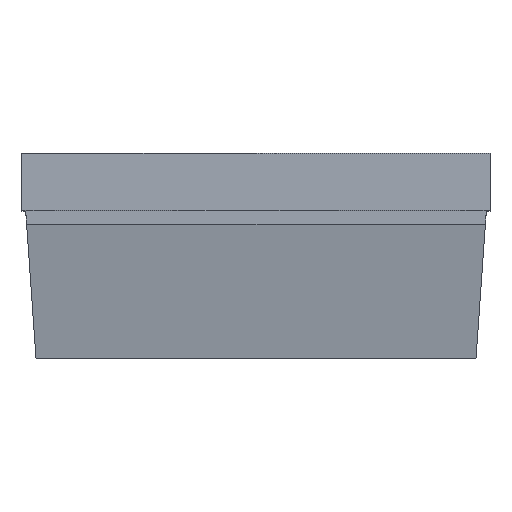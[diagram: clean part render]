
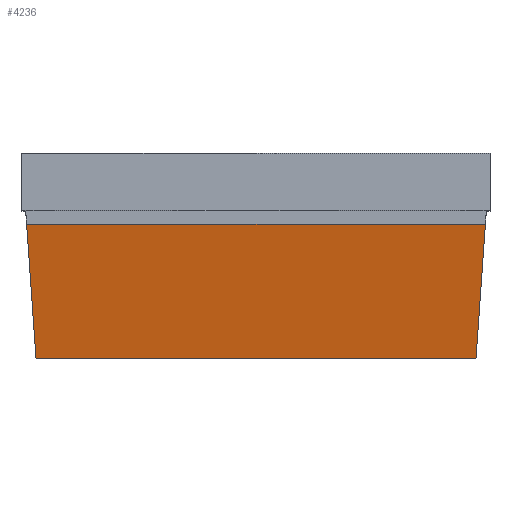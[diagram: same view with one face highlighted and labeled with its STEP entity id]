
A CAD part, top view. The second image highlights one B-rep face of the part: STEP entity #4236.
In plain terms, the highlighted planar face has unit normal (0, -0.174, 0.985).
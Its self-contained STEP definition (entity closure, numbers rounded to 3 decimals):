
#59 = EDGE_CURVE ( 'NONE', #1440, #4780, #4643, .T. ) ;
#199 = PLANE ( 'NONE',  #4808 ) ;
#407 = LINE ( 'NONE', #5694, #4392 ) ;
#445 = DIRECTION ( 'NONE',  ( -0.069, -0.982, -0.173 ) ) ;
#478 = CARTESIAN_POINT ( 'NONE',  ( -4.889, -2.275, 3.975 ) ) ;
#527 = VECTOR ( 'NONE', #2456, 1000. ) ;
#856 = ORIENTED_EDGE ( 'NONE', *, *, #3126, .F. ) ;
#894 = LINE ( 'NONE', #1389, #3494 ) ;
#959 = DIRECTION ( 'NONE',  ( -0.069, 0.982, 0.173 ) ) ;
#1051 = CARTESIAN_POINT ( 'NONE',  ( 5.097, 0.705, 4.5 ) ) ;
#1389 = CARTESIAN_POINT ( 'NONE',  ( -4.842, -2.951, 3.855 ) ) ;
#1440 = VERTEX_POINT ( 'NONE', #6184 ) ;
#1582 = EDGE_CURVE ( 'NONE', #4780, #2913, #894, .T. ) ;
#2023 = CARTESIAN_POINT ( 'NONE',  ( 4.889, 0.705, 4.5 ) ) ;
#2080 = CARTESIAN_POINT ( 'NONE',  ( -5.097, 0.705, 4.5 ) ) ;
#2082 = CARTESIAN_POINT ( 'NONE',  ( 0., -2.275, 3.975 ) ) ;
#2333 = DIRECTION ( 'NONE',  ( -1., 0., 0. ) ) ;
#2456 = DIRECTION ( 'NONE',  ( 1., 0., 0. ) ) ;
#2865 = LINE ( 'NONE', #2023, #527 ) ;
#2913 = VERTEX_POINT ( 'NONE', #2080 ) ;
#3126 = EDGE_CURVE ( 'NONE', #5049, #1440, #407, .T. ) ;
#3168 = CARTESIAN_POINT ( 'NONE',  ( -4.889, -2.275, 3.975 ) ) ;
#3494 = VECTOR ( 'NONE', #959, 1000. ) ;
#3499 = FACE_OUTER_BOUND ( 'NONE', #5112, .T. ) ;
#3955 = VECTOR ( 'NONE', #2333, 1000. ) ;
#4088 = EDGE_CURVE ( 'NONE', #2913, #5049, #2865, .T. ) ;
#4142 = DIRECTION ( 'NONE',  ( 0., -0.174, 0.985 ) ) ;
#4236 = ADVANCED_FACE ( 'NONE', ( #3499 ), #199, .T. ) ;
#4262 = ORIENTED_EDGE ( 'NONE', *, *, #59, .F. ) ;
#4392 = VECTOR ( 'NONE', #445, 1000. ) ;
#4643 = LINE ( 'NONE', #478, #3955 ) ;
#4780 = VERTEX_POINT ( 'NONE', #3168 ) ;
#4808 = AXIS2_PLACEMENT_3D ( 'NONE', #2082, #4142, #5075 ) ;
#5049 = VERTEX_POINT ( 'NONE', #1051 ) ;
#5075 = DIRECTION ( 'NONE',  ( 1., 0., 0. ) ) ;
#5112 = EDGE_LOOP ( 'NONE', ( #856, #5370, #5657, #4262 ) ) ;
#5370 = ORIENTED_EDGE ( 'NONE', *, *, #4088, .F. ) ;
#5657 = ORIENTED_EDGE ( 'NONE', *, *, #1582, .F. ) ;
#5694 = CARTESIAN_POINT ( 'NONE',  ( 4.842, -2.951, 3.855 ) ) ;
#6184 = CARTESIAN_POINT ( 'NONE',  ( 4.889, -2.275, 3.975 ) ) ;
